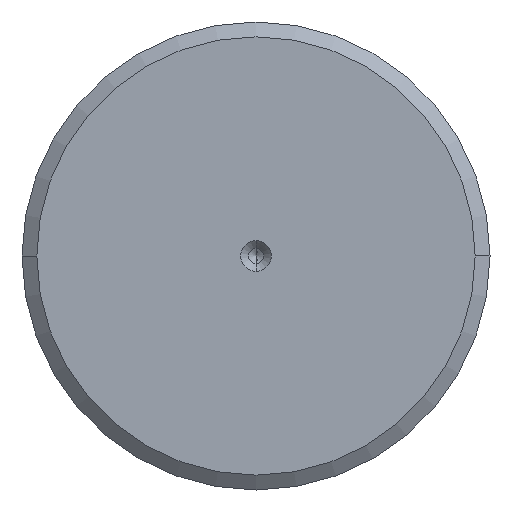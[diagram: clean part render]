
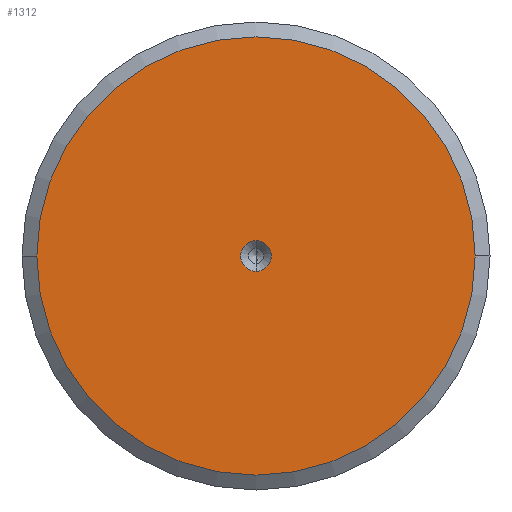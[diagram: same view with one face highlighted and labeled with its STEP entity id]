
A CAD part, left-side view. The second image highlights one B-rep face of the part: STEP entity #1312.
In plain terms, the highlighted planar face has unit normal (-1, 0, 0).
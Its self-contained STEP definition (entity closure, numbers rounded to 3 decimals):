
#22 = DIRECTION ( 'NONE',  ( -1., 0., 0. ) ) ;
#47 = ORIENTED_EDGE ( 'NONE', *, *, #2693, .T. ) ;
#203 = VERTEX_POINT ( 'NONE', #316 ) ;
#207 = CARTESIAN_POINT ( 'NONE',  ( 0., 0., 0. ) ) ;
#240 = DIRECTION ( 'NONE',  ( -1., 0., 0. ) ) ;
#301 = CIRCLE ( 'NONE', #1733, 2.075 ) ;
#309 = ORIENTED_EDGE ( 'NONE', *, *, #1994, .T. ) ;
#316 = CARTESIAN_POINT ( 'NONE',  ( 0., 0., 2.075 ) ) ;
#392 = AXIS2_PLACEMENT_3D ( 'NONE', #1176, #2678, #2265 ) ;
#498 = DIRECTION ( 'NONE',  ( 0., -1., 0. ) ) ;
#616 = CARTESIAN_POINT ( 'NONE',  ( 0., 0., 0. ) ) ;
#629 = PLANE ( 'NONE',  #652 ) ;
#641 = FACE_OUTER_BOUND ( 'NONE', #1009, .T. ) ;
#652 = AXIS2_PLACEMENT_3D ( 'NONE', #207, #240, #1485 ) ;
#856 = CARTESIAN_POINT ( 'NONE',  ( 0., 0., 0. ) ) ;
#870 = DIRECTION ( 'NONE',  ( 0., -1., 0. ) ) ;
#944 = EDGE_LOOP ( 'NONE', ( #309, #1537 ) ) ;
#983 = AXIS2_PLACEMENT_3D ( 'NONE', #856, #22, #870 ) ;
#1003 = CARTESIAN_POINT ( 'NONE',  ( 0., 0., -2.075 ) ) ;
#1009 = EDGE_LOOP ( 'NONE', ( #47, #2675 ) ) ;
#1065 = FACE_BOUND ( 'NONE', #944, .T. ) ;
#1081 = DIRECTION ( 'NONE',  ( 0., -1., 0. ) ) ;
#1117 = CARTESIAN_POINT ( 'NONE',  ( 0., 0., 0. ) ) ;
#1164 = CIRCLE ( 'NONE', #392, 29.5 ) ;
#1176 = CARTESIAN_POINT ( 'NONE',  ( 0., 0., 0. ) ) ;
#1312 = ADVANCED_FACE ( 'NONE', ( #1065, #641 ), #629, .T. ) ;
#1354 = VERTEX_POINT ( 'NONE', #2156 ) ;
#1483 = EDGE_CURVE ( 'NONE', #1717, #203, #1648, .T. ) ;
#1485 = DIRECTION ( 'NONE',  ( 0., -1., 0. ) ) ;
#1537 = ORIENTED_EDGE ( 'NONE', *, *, #1483, .T. ) ;
#1605 = CIRCLE ( 'NONE', #983, 29.5 ) ;
#1648 = CIRCLE ( 'NONE', #2097, 2.075 ) ;
#1717 = VERTEX_POINT ( 'NONE', #1003 ) ;
#1733 = AXIS2_PLACEMENT_3D ( 'NONE', #616, #2170, #1081 ) ;
#1994 = EDGE_CURVE ( 'NONE', #203, #1717, #301, .T. ) ;
#2097 = AXIS2_PLACEMENT_3D ( 'NONE', #1117, #2645, #498 ) ;
#2156 = CARTESIAN_POINT ( 'NONE',  ( 0., -29.5, 0. ) ) ;
#2170 = DIRECTION ( 'NONE',  ( 1., 0., 0. ) ) ;
#2265 = DIRECTION ( 'NONE',  ( 0., -1., 0. ) ) ;
#2424 = EDGE_CURVE ( 'NONE', #1354, #2491, #1605, .T. ) ;
#2491 = VERTEX_POINT ( 'NONE', #2587 ) ;
#2587 = CARTESIAN_POINT ( 'NONE',  ( 0., 29.5, 0. ) ) ;
#2645 = DIRECTION ( 'NONE',  ( 1., 0., 0. ) ) ;
#2675 = ORIENTED_EDGE ( 'NONE', *, *, #2424, .T. ) ;
#2678 = DIRECTION ( 'NONE',  ( -1., 0., 0. ) ) ;
#2693 = EDGE_CURVE ( 'NONE', #2491, #1354, #1164, .T. ) ;
